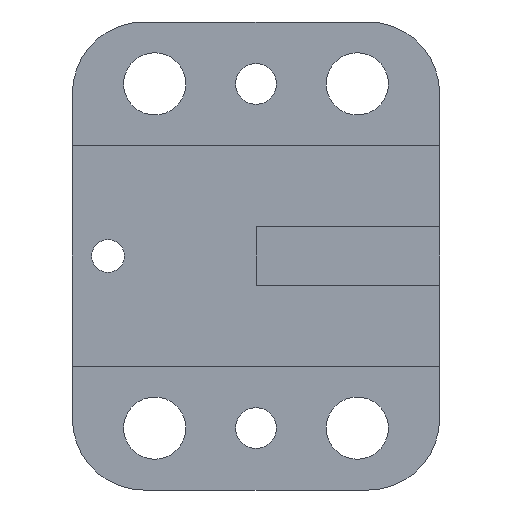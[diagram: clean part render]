
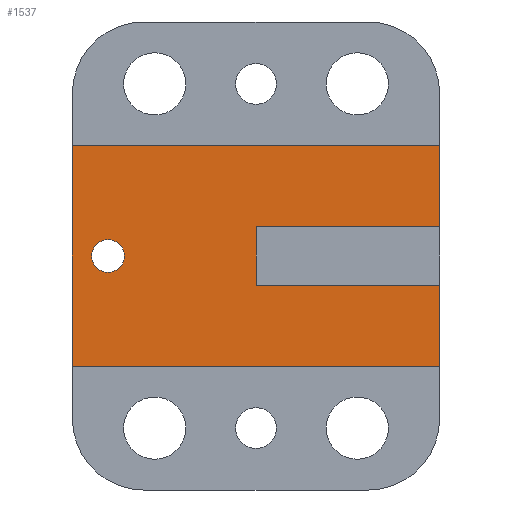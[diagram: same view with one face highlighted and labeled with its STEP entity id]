
A CAD part, front view. The second image highlights one B-rep face of the part: STEP entity #1537.
In plain terms, the highlighted planar face has unit normal (0, -1, 0).
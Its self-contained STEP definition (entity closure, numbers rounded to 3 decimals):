
#8 = CARTESIAN_POINT ( 'NONE',  ( 18., -2., -2.85 ) ) ;
#50 = VERTEX_POINT ( 'NONE', #424 ) ;
#53 = EDGE_CURVE ( 'NONE', #1038, #884, #1290, .T. ) ;
#91 = ORIENTED_EDGE ( 'NONE', *, *, #1590, .F. ) ;
#132 = DIRECTION ( 'NONE',  ( -1., 0., 0. ) ) ;
#157 = VERTEX_POINT ( 'NONE', #1570 ) ;
#166 = VERTEX_POINT ( 'NONE', #988 ) ;
#191 = CARTESIAN_POINT ( 'NONE',  ( -18., -2., 10.805 ) ) ;
#197 = ORIENTED_EDGE ( 'NONE', *, *, #956, .F. ) ;
#204 = EDGE_LOOP ( 'NONE', ( #478, #197, #91, #640, #1181, #1838, #1770, #1316 ) ) ;
#212 = EDGE_LOOP ( 'NONE', ( #654, #841 ) ) ;
#219 = VECTOR ( 'NONE', #1215, 1000. ) ;
#274 = CARTESIAN_POINT ( 'NONE',  ( 0., -2., 2.85 ) ) ;
#339 = DIRECTION ( 'NONE',  ( 1., 0., 0. ) ) ;
#381 = VERTEX_POINT ( 'NONE', #1192 ) ;
#416 = LINE ( 'NONE', #274, #1377 ) ;
#424 = CARTESIAN_POINT ( 'NONE',  ( 0., -2., 2.85 ) ) ;
#459 = CARTESIAN_POINT ( 'NONE',  ( -18., -2., 10.805 ) ) ;
#477 = DIRECTION ( 'NONE',  ( 0., 0., -1. ) ) ;
#478 = ORIENTED_EDGE ( 'NONE', *, *, #1473, .F. ) ;
#552 = VECTOR ( 'NONE', #1848, 1000. ) ;
#572 = CARTESIAN_POINT ( 'NONE',  ( -14.5, -2., -1.6 ) ) ;
#630 = VERTEX_POINT ( 'NONE', #1235 ) ;
#640 = ORIENTED_EDGE ( 'NONE', *, *, #1337, .F. ) ;
#654 = ORIENTED_EDGE ( 'NONE', *, *, #781, .F. ) ;
#658 = CARTESIAN_POINT ( 'NONE',  ( -14.5, -2., 0. ) ) ;
#666 = EDGE_CURVE ( 'NONE', #166, #1821, #1743, .T. ) ;
#764 = DIRECTION ( 'NONE',  ( 0., -1., 0. ) ) ;
#781 = EDGE_CURVE ( 'NONE', #884, #1038, #1114, .T. ) ;
#784 = FACE_OUTER_BOUND ( 'NONE', #204, .T. ) ;
#841 = ORIENTED_EDGE ( 'NONE', *, *, #53, .F. ) ;
#845 = AXIS2_PLACEMENT_3D ( 'NONE', #1355, #1364, #1472 ) ;
#851 = CARTESIAN_POINT ( 'NONE',  ( -18., -2., 0. ) ) ;
#884 = VERTEX_POINT ( 'NONE', #572 ) ;
#893 = DIRECTION ( 'NONE',  ( 0., 0., -1. ) ) ;
#939 = LINE ( 'NONE', #1546, #219 ) ;
#955 = DIRECTION ( 'NONE',  ( 1., 0., 0. ) ) ;
#956 = EDGE_CURVE ( 'NONE', #381, #1573, #1169, .T. ) ;
#973 = DIRECTION ( 'NONE',  ( 0., 0., -1. ) ) ;
#988 = CARTESIAN_POINT ( 'NONE',  ( 0., -2., -2.85 ) ) ;
#1026 = VECTOR ( 'NONE', #339, 1000. ) ;
#1036 = FACE_BOUND ( 'NONE', #212, .T. ) ;
#1038 = VERTEX_POINT ( 'NONE', #1792 ) ;
#1058 = LINE ( 'NONE', #1492, #1082 ) ;
#1082 = VECTOR ( 'NONE', #973, 1000. ) ;
#1098 = EDGE_CURVE ( 'NONE', #157, #1476, #1058, .T. ) ;
#1114 = CIRCLE ( 'NONE', #1505, 1.6 ) ;
#1169 = LINE ( 'NONE', #851, #1772 ) ;
#1181 = ORIENTED_EDGE ( 'NONE', *, *, #666, .F. ) ;
#1192 = CARTESIAN_POINT ( 'NONE',  ( -18., -2., -10.805 ) ) ;
#1207 = LINE ( 'NONE', #459, #1026 ) ;
#1215 = DIRECTION ( 'NONE',  ( -1., 0., 0. ) ) ;
#1235 = CARTESIAN_POINT ( 'NONE',  ( 18., -2., -10.805 ) ) ;
#1261 = CARTESIAN_POINT ( 'NONE',  ( 0., -2., -2.85 ) ) ;
#1274 = VECTOR ( 'NONE', #477, 1000. ) ;
#1290 = CIRCLE ( 'NONE', #1615, 1.6 ) ;
#1316 = ORIENTED_EDGE ( 'NONE', *, *, #1098, .F. ) ;
#1337 = EDGE_CURVE ( 'NONE', #1821, #630, #1592, .T. ) ;
#1346 = LINE ( 'NONE', #1769, #1274 ) ;
#1355 = CARTESIAN_POINT ( 'NONE',  ( 0., -2., 0. ) ) ;
#1364 = DIRECTION ( 'NONE',  ( 0., 1., 0. ) ) ;
#1377 = VECTOR ( 'NONE', #132, 1000. ) ;
#1406 = DIRECTION ( 'NONE',  ( 0., 0., -1. ) ) ;
#1465 = PLANE ( 'NONE',  #845 ) ;
#1472 = DIRECTION ( 'NONE',  ( 0., 0., 1. ) ) ;
#1473 = EDGE_CURVE ( 'NONE', #1573, #157, #1207, .T. ) ;
#1476 = VERTEX_POINT ( 'NONE', #1640 ) ;
#1492 = CARTESIAN_POINT ( 'NONE',  ( 18., -2., 0. ) ) ;
#1498 = VECTOR ( 'NONE', #955, 1000. ) ;
#1505 = AXIS2_PLACEMENT_3D ( 'NONE', #658, #1813, #1406 ) ;
#1537 = ADVANCED_FACE ( 'NONE', ( #1036, #784 ), #1465, .F. ) ;
#1546 = CARTESIAN_POINT ( 'NONE',  ( -18., -2., -10.805 ) ) ;
#1570 = CARTESIAN_POINT ( 'NONE',  ( 18., -2., 10.805 ) ) ;
#1573 = VERTEX_POINT ( 'NONE', #191 ) ;
#1582 = EDGE_CURVE ( 'NONE', #50, #166, #1346, .T. ) ;
#1590 = EDGE_CURVE ( 'NONE', #630, #381, #939, .T. ) ;
#1592 = LINE ( 'NONE', #1728, #552 ) ;
#1609 = CARTESIAN_POINT ( 'NONE',  ( -14.5, -2., 0. ) ) ;
#1615 = AXIS2_PLACEMENT_3D ( 'NONE', #1609, #764, #893 ) ;
#1640 = CARTESIAN_POINT ( 'NONE',  ( 18., -2., 2.85 ) ) ;
#1728 = CARTESIAN_POINT ( 'NONE',  ( 18., -2., 0. ) ) ;
#1743 = LINE ( 'NONE', #1261, #1498 ) ;
#1747 = DIRECTION ( 'NONE',  ( 0., 0., 1. ) ) ;
#1769 = CARTESIAN_POINT ( 'NONE',  ( 0., -2., -2.85 ) ) ;
#1770 = ORIENTED_EDGE ( 'NONE', *, *, #1844, .F. ) ;
#1772 = VECTOR ( 'NONE', #1747, 1000. ) ;
#1792 = CARTESIAN_POINT ( 'NONE',  ( -14.5, -2., 1.6 ) ) ;
#1813 = DIRECTION ( 'NONE',  ( 0., -1., 0. ) ) ;
#1821 = VERTEX_POINT ( 'NONE', #8 ) ;
#1838 = ORIENTED_EDGE ( 'NONE', *, *, #1582, .F. ) ;
#1844 = EDGE_CURVE ( 'NONE', #1476, #50, #416, .T. ) ;
#1848 = DIRECTION ( 'NONE',  ( 0., 0., -1. ) ) ;
